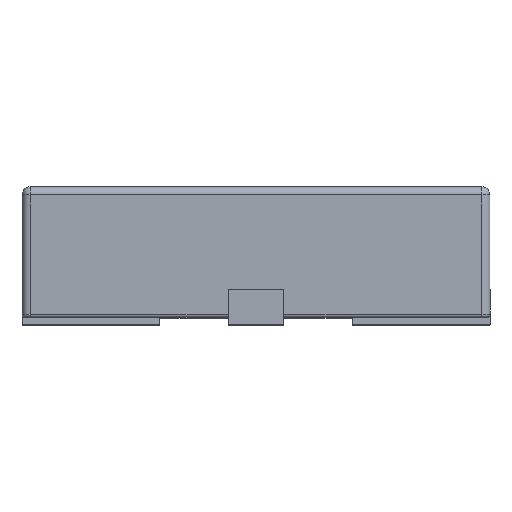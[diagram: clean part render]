
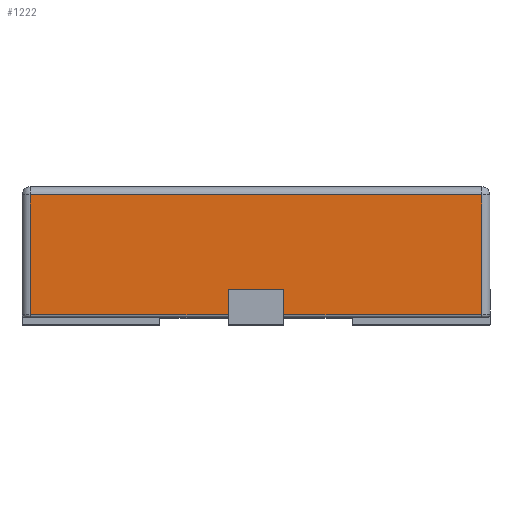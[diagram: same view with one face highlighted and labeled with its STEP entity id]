
A CAD part, top view. The second image highlights one B-rep face of the part: STEP entity #1222.
In plain terms, the highlighted planar face has unit normal (0, 0, 1).
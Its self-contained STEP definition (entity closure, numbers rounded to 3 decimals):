
#25 = EDGE_CURVE ( 'NONE', #3312, #3817, #5131, .T. ) ;
#38 = CARTESIAN_POINT ( 'NONE',  ( -0.85, 0.128, 1. ) ) ;
#120 = VECTOR ( 'NONE', #2757, 1000. ) ;
#321 = DIRECTION ( 'NONE',  ( 0., -1., 0. ) ) ;
#402 = DIRECTION ( 'NONE',  ( 1., 0., 0. ) ) ;
#455 = ORIENTED_EDGE ( 'NONE', *, *, #3831, .F. ) ;
#499 = LINE ( 'NONE', #2479, #4424 ) ;
#552 = VECTOR ( 'NONE', #402, 1000. ) ;
#590 = CARTESIAN_POINT ( 'NONE',  ( 0.101, 0.5, 1. ) ) ;
#648 = EDGE_LOOP ( 'NONE', ( #5273, #2054, #827, #455, #5076, #4594, #2227, #1332 ) ) ;
#665 = CARTESIAN_POINT ( 'NONE',  ( 0.101, 0.035, 1. ) ) ;
#827 = ORIENTED_EDGE ( 'NONE', *, *, #2883, .F. ) ;
#856 = CARTESIAN_POINT ( 'NONE',  ( -0.101, 0.035, 1. ) ) ;
#937 = LINE ( 'NONE', #3044, #3781 ) ;
#985 = DIRECTION ( 'NONE',  ( 0., 1., 0. ) ) ;
#996 = AXIS2_PLACEMENT_3D ( 'NONE', #3234, #2374, #4698 ) ;
#1176 = EDGE_CURVE ( 'NONE', #5581, #5648, #2959, .T. ) ;
#1222 = ADVANCED_FACE ( 'NONE', ( #4644 ), #4195, .F. ) ;
#1224 = VECTOR ( 'NONE', #3595, 1000. ) ;
#1332 = ORIENTED_EDGE ( 'NONE', *, *, #3463, .T. ) ;
#1481 = VERTEX_POINT ( 'NONE', #4751 ) ;
#1517 = CARTESIAN_POINT ( 'NONE',  ( 0.82, 0.035, 1. ) ) ;
#1536 = EDGE_CURVE ( 'NONE', #2151, #5581, #4708, .T. ) ;
#1642 = EDGE_CURVE ( 'NONE', #3817, #3002, #2821, .T. ) ;
#1902 = LINE ( 'NONE', #38, #2917 ) ;
#1954 = CARTESIAN_POINT ( 'NONE',  ( -0.82, 0.47, 1. ) ) ;
#1971 = LINE ( 'NONE', #590, #6033 ) ;
#2054 = ORIENTED_EDGE ( 'NONE', *, *, #1176, .T. ) ;
#2151 = VERTEX_POINT ( 'NONE', #3016 ) ;
#2215 = CARTESIAN_POINT ( 'NONE',  ( 0.82, 0.47, 1. ) ) ;
#2227 = ORIENTED_EDGE ( 'NONE', *, *, #2283, .T. ) ;
#2228 = CARTESIAN_POINT ( 'NONE',  ( -0.85, 0.035, 1. ) ) ;
#2283 = EDGE_CURVE ( 'NONE', #3002, #3738, #499, .T. ) ;
#2374 = DIRECTION ( 'NONE',  ( 0., 0., -1. ) ) ;
#2479 = CARTESIAN_POINT ( 'NONE',  ( -0.85, 0.47, 1. ) ) ;
#2757 = DIRECTION ( 'NONE',  ( 0., 1., 0. ) ) ;
#2821 = LINE ( 'NONE', #3131, #1224 ) ;
#2859 = CARTESIAN_POINT ( 'NONE',  ( -0.85, 0.035, 1. ) ) ;
#2883 = EDGE_CURVE ( 'NONE', #1481, #5648, #1902, .T. ) ;
#2917 = VECTOR ( 'NONE', #5202, 1000. ) ;
#2959 = LINE ( 'NONE', #3294, #120 ) ;
#3002 = VERTEX_POINT ( 'NONE', #2215 ) ;
#3016 = CARTESIAN_POINT ( 'NONE',  ( -0.82, 0.035, 1. ) ) ;
#3044 = CARTESIAN_POINT ( 'NONE',  ( -0.82, 0.5, 1. ) ) ;
#3131 = CARTESIAN_POINT ( 'NONE',  ( 0.82, 0.5, 1. ) ) ;
#3234 = CARTESIAN_POINT ( 'NONE',  ( -0.85, 0.5, 1. ) ) ;
#3250 = CARTESIAN_POINT ( 'NONE',  ( -0.101, 0.128, 1. ) ) ;
#3294 = CARTESIAN_POINT ( 'NONE',  ( -0.101, 0.5, 1. ) ) ;
#3312 = VERTEX_POINT ( 'NONE', #665 ) ;
#3463 = EDGE_CURVE ( 'NONE', #3738, #2151, #937, .T. ) ;
#3595 = DIRECTION ( 'NONE',  ( 0., 1., 0. ) ) ;
#3738 = VERTEX_POINT ( 'NONE', #1954 ) ;
#3781 = VECTOR ( 'NONE', #321, 1000. ) ;
#3817 = VERTEX_POINT ( 'NONE', #1517 ) ;
#3831 = EDGE_CURVE ( 'NONE', #3312, #1481, #1971, .T. ) ;
#3840 = VECTOR ( 'NONE', #4703, 1000. ) ;
#4195 = PLANE ( 'NONE',  #996 ) ;
#4424 = VECTOR ( 'NONE', #5720, 1000. ) ;
#4594 = ORIENTED_EDGE ( 'NONE', *, *, #1642, .T. ) ;
#4644 = FACE_OUTER_BOUND ( 'NONE', #648, .T. ) ;
#4698 = DIRECTION ( 'NONE',  ( -1., 0., 0. ) ) ;
#4703 = DIRECTION ( 'NONE',  ( 1., 0., 0. ) ) ;
#4708 = LINE ( 'NONE', #2859, #3840 ) ;
#4751 = CARTESIAN_POINT ( 'NONE',  ( 0.101, 0.128, 1. ) ) ;
#5076 = ORIENTED_EDGE ( 'NONE', *, *, #25, .T. ) ;
#5131 = LINE ( 'NONE', #2228, #552 ) ;
#5202 = DIRECTION ( 'NONE',  ( -1., 0., 0. ) ) ;
#5273 = ORIENTED_EDGE ( 'NONE', *, *, #1536, .T. ) ;
#5581 = VERTEX_POINT ( 'NONE', #856 ) ;
#5648 = VERTEX_POINT ( 'NONE', #3250 ) ;
#5720 = DIRECTION ( 'NONE',  ( -1., 0., 0. ) ) ;
#6033 = VECTOR ( 'NONE', #985, 1000. ) ;
